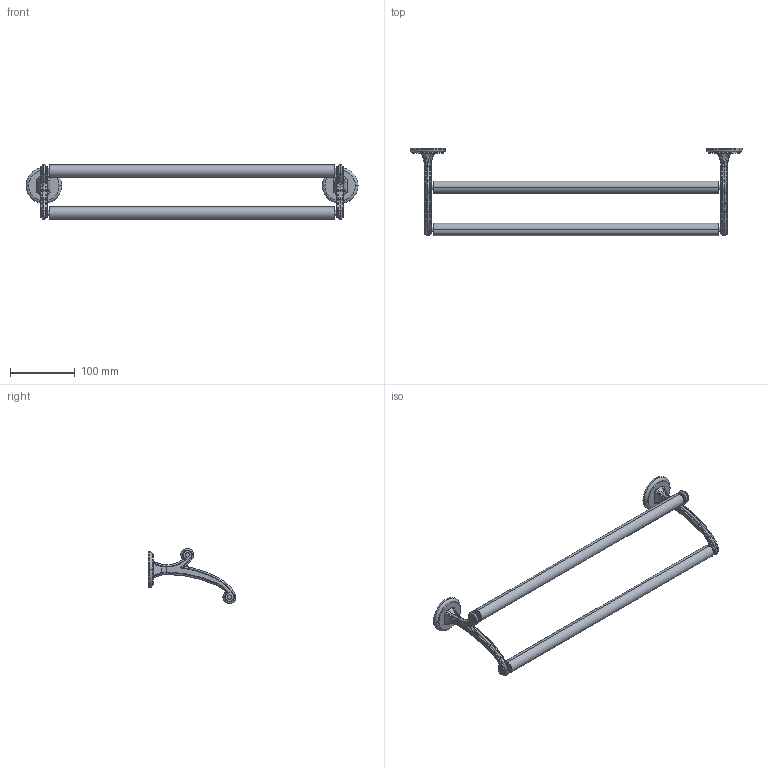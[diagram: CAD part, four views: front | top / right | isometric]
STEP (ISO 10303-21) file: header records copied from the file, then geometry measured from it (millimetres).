
FILE_DESCRIPTION((''),'2;1');
FILE_NAME('2722-18_WEB','2010-10-01T',('project'),(''),'PRO/ENGINEER BY PARAMETRIC TECHNOLOGY CORPORATION, 2009300','PRO/ENGINEER BY PARAMETRIC TECHNOLOGY CORPORATION, 2009300','');
FILE_SCHEMA(('CONFIG_CONTROL_DESIGN'));
Length unit declared in the file: inch
Products named in the file (1): 2722-18_WEB
Bounding box: 512.19 x 135.52 x 84.99 mm (x, y, z)
Volume: 296214.8 mm3; surface area: 86416.5 mm2
Topology: 3 solids, 9 shells, 546 faces, 1398 edges, 922 vertices
Faces by surface type: plane 238, cylinder 196, torus 84, bspline 16, cone 12
Entity records: 18055 total; most frequent: CARTESIAN_POINT 4509, DIRECTION 2874, ORIENTED_EDGE 2788, EDGE_CURVE 1394, AXIS2_PLACEMENT_3D 1083, VERTEX_POINT 922, VECTOR 708, LINE 708
